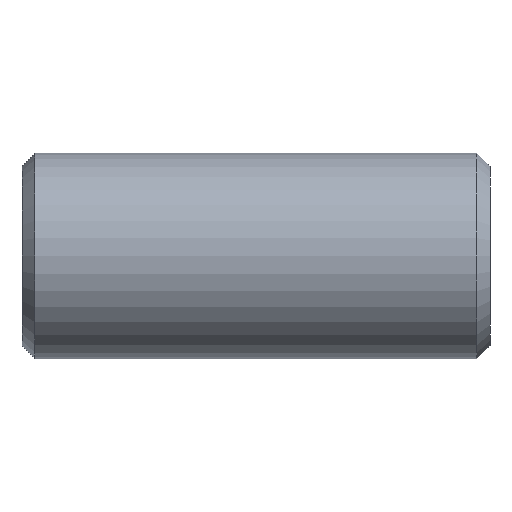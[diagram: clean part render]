
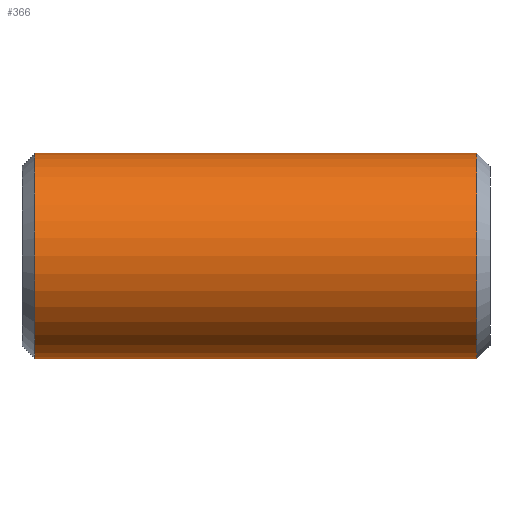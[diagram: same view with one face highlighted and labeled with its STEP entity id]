
A CAD part, front view. The second image highlights one B-rep face of the part: STEP entity #366.
In plain terms, the highlighted cylindrical face has radius 16.764 mm (diameter 33.528 mm), a partial arc.
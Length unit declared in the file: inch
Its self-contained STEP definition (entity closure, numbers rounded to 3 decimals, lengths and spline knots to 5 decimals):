
#4 = CARTESIAN_POINT ( 'NONE',  ( 1.5, 0., 0.66 ) ) ;
#14 = ORIENTED_EDGE ( 'NONE', *, *, #222, .T. ) ;
#61 = VECTOR ( 'NONE', #604, 39.37008 ) ;
#78 = EDGE_LOOP ( 'NONE', ( #133, #574, #564, #14 ) ) ;
#123 = AXIS2_PLACEMENT_3D ( 'NONE', #449, #666, #401 ) ;
#133 = ORIENTED_EDGE ( 'NONE', *, *, #436, .F. ) ;
#169 = EDGE_CURVE ( 'NONE', #482, #470, #338, .T. ) ;
#183 = CARTESIAN_POINT ( 'NONE',  ( -1.41667, 0., -0.66 ) ) ;
#222 = EDGE_CURVE ( 'NONE', #470, #246, #648, .T. ) ;
#246 = VERTEX_POINT ( 'NONE', #183 ) ;
#256 = LINE ( 'NONE', #380, #309 ) ;
#273 = AXIS2_PLACEMENT_3D ( 'NONE', #458, #560, #675 ) ;
#309 = VECTOR ( 'NONE', #323, 39.37008 ) ;
#323 = DIRECTION ( 'NONE',  ( -1., 0., 0. ) ) ;
#329 = DIRECTION ( 'NONE',  ( 0., 0., 1. ) ) ;
#338 = LINE ( 'NONE', #4, #61 ) ;
#341 = EDGE_CURVE ( 'NONE', #416, #482, #624, .T. ) ;
#363 = CARTESIAN_POINT ( 'NONE',  ( 1.41667, 0., 0.66 ) ) ;
#366 = ADVANCED_FACE ( 'NONE', ( #411 ), #671, .T. ) ;
#369 = AXIS2_PLACEMENT_3D ( 'NONE', #542, #600, #329 ) ;
#380 = CARTESIAN_POINT ( 'NONE',  ( 1.5, 0., -0.66 ) ) ;
#401 = DIRECTION ( 'NONE',  ( 0., 0., 1. ) ) ;
#411 = FACE_OUTER_BOUND ( 'NONE', #78, .T. ) ;
#416 = VERTEX_POINT ( 'NONE', #418 ) ;
#418 = CARTESIAN_POINT ( 'NONE',  ( 1.41667, 0., -0.66 ) ) ;
#436 = EDGE_CURVE ( 'NONE', #416, #246, #256, .T. ) ;
#449 = CARTESIAN_POINT ( 'NONE',  ( 1.5, 0., 0. ) ) ;
#458 = CARTESIAN_POINT ( 'NONE',  ( 1.41667, 0., 0. ) ) ;
#470 = VERTEX_POINT ( 'NONE', #632 ) ;
#482 = VERTEX_POINT ( 'NONE', #363 ) ;
#542 = CARTESIAN_POINT ( 'NONE',  ( -1.41667, 0., 0. ) ) ;
#560 = DIRECTION ( 'NONE',  ( -1., 0., 0. ) ) ;
#564 = ORIENTED_EDGE ( 'NONE', *, *, #169, .T. ) ;
#574 = ORIENTED_EDGE ( 'NONE', *, *, #341, .T. ) ;
#600 = DIRECTION ( 'NONE',  ( 1., 0., 0. ) ) ;
#604 = DIRECTION ( 'NONE',  ( -1., 0., 0. ) ) ;
#624 = CIRCLE ( 'NONE', #273, 0.66 ) ;
#632 = CARTESIAN_POINT ( 'NONE',  ( -1.41667, 0., 0.66 ) ) ;
#648 = CIRCLE ( 'NONE', #369, 0.66 ) ;
#666 = DIRECTION ( 'NONE',  ( -1., 0., 0. ) ) ;
#671 = CYLINDRICAL_SURFACE ( 'NONE', #123, 0.66 ) ;
#675 = DIRECTION ( 'NONE',  ( 0., 0., -1. ) ) ;
